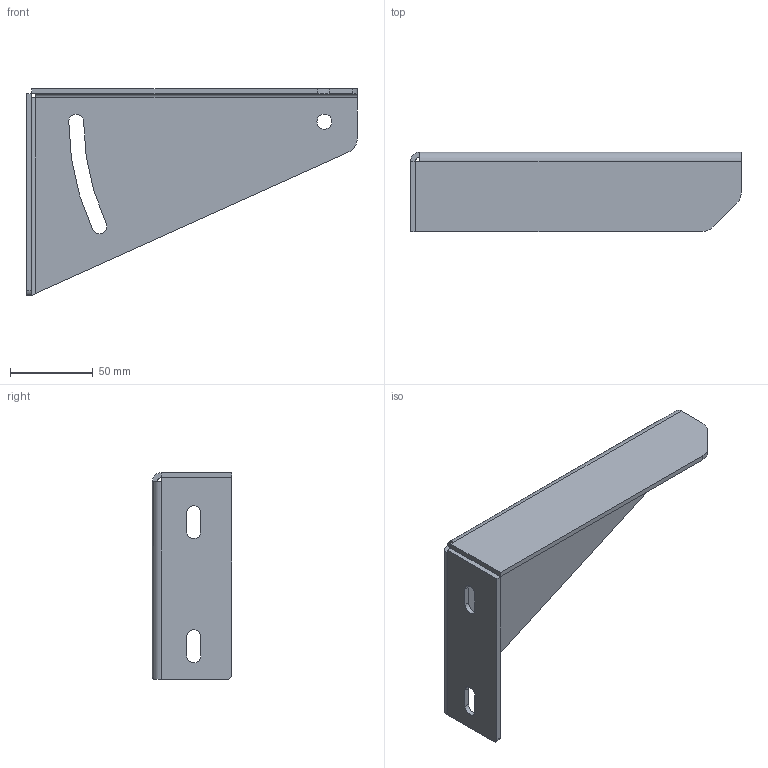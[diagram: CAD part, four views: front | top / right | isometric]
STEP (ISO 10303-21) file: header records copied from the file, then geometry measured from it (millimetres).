
FILE_DESCRIPTION(('Creo Elements/Direct Modeling STEP Export'),'2;1');
FILE_NAME('55.0186.3_Schwenkwinkel-MMS-55_200x125x48x3-rechts-chem.vernickelt.stp','2022-03-21T 8:07:12',(''),(''),'PTC Creo Elements/Direct Modeling STEP processor for AP214 (Solid Model)','PTC Creo Elements/Direct Modeling 19.0C 15-Aug-2015 (C) Parametric Technology GmbH','');
FILE_SCHEMA(('AUTOMOTIVE_DESIGN { 1 0 10303 214 1 1 1 1 }'));
Length unit declared in the file: millimetre
Products named in the file (2): Schwenkwinkel-MMS-55_200x125x48x3-rechts-chem.vernickelt_55.0186.3_PX17
6166
Assembly tree (1 placements, depth 2):
  Schwenkwinkel-MMS-55_200x125x48x3-rechts-chem.vernickelt_55.0186.3_PX17
6166
    Schwenkwinkel-MMS-55_200x125x48x3-rechts-chem.vernickelt_55.0186.3_PX17
6166
Bounding box: 200 x 48 x 125 mm (x, y, z)
Volume: 86257.8 mm3; surface area: 60609.3 mm2
Topology: 1 solids, 1 shells, 41 faces, 108 edges, 69 vertices
Faces by surface type: plane 22, cylinder 18, bspline 1
Entity records: 1413 total; most frequent: CARTESIAN_POINT 322, DIRECTION 219, ORIENTED_EDGE 216, EDGE_CURVE 108, AXIS2_PLACEMENT_3D 76, VERTEX_POINT 69, VECTOR 67, LINE 67
